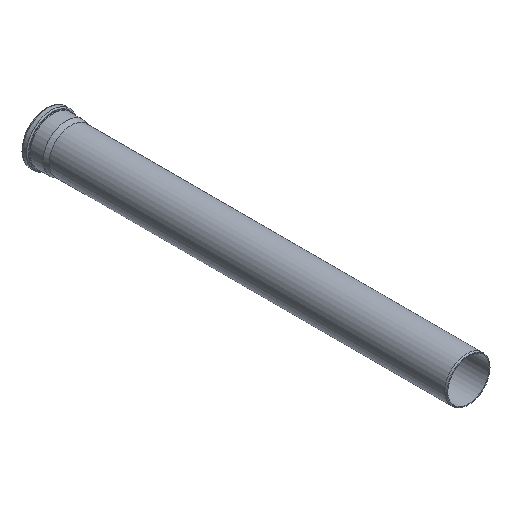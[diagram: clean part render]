
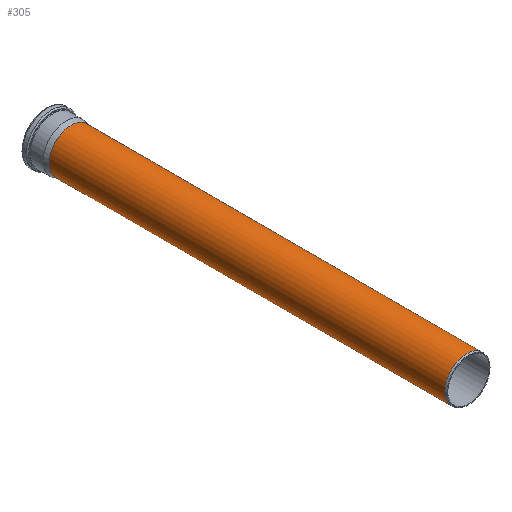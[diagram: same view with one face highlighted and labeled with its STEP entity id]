
A CAD part, isometric view. The second image highlights one B-rep face of the part: STEP entity #305.
In plain terms, the highlighted cylindrical face has radius 55.15 mm (diameter 110.3 mm), a full revolution.
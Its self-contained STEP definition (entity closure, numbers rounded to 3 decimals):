
#35=FACE_BOUND('',#94,.T.);
#64=FACE_OUTER_BOUND('',#93,.T.);
#93=EDGE_LOOP('',(#238));
#94=EDGE_LOOP('',(#239));
#151=CIRCLE('',#337,55.15);
#152=CIRCLE('',#338,55.15);
#180=VERTEX_POINT('',#514);
#181=VERTEX_POINT('',#516);
#209=EDGE_CURVE('',#180,#180,#151,.T.);
#210=EDGE_CURVE('',#181,#181,#152,.T.);
#238=ORIENTED_EDGE('',*,*,#209,.F.);
#239=ORIENTED_EDGE('',*,*,#210,.T.);
#296=CYLINDRICAL_SURFACE('',#336,55.15);
#305=ADVANCED_FACE('',(#64,#35),#296,.T.);
#336=AXIS2_PLACEMENT_3D('',#513,#396,#397);
#337=AXIS2_PLACEMENT_3D('',#515,#398,#399);
#338=AXIS2_PLACEMENT_3D('',#517,#400,#401);
#396=DIRECTION('center_axis',(0.,-1.,0.));
#397=DIRECTION('ref_axis',(1.,0.,0.));
#398=DIRECTION('center_axis',(0.,-1.,0.));
#399=DIRECTION('ref_axis',(1.,0.,0.));
#400=DIRECTION('center_axis',(0.,-1.,0.));
#401=DIRECTION('ref_axis',(1.,0.,0.));
#513=CARTESIAN_POINT('Origin',(0.,-496.949,0.));
#514=CARTESIAN_POINT('',(55.15,-993.898,0.));
#515=CARTESIAN_POINT('Origin',(0.,-993.898,0.));
#516=CARTESIAN_POINT('',(55.15,-0.009,0.));
#517=CARTESIAN_POINT('Origin',(0.,-0.009,
0.));
